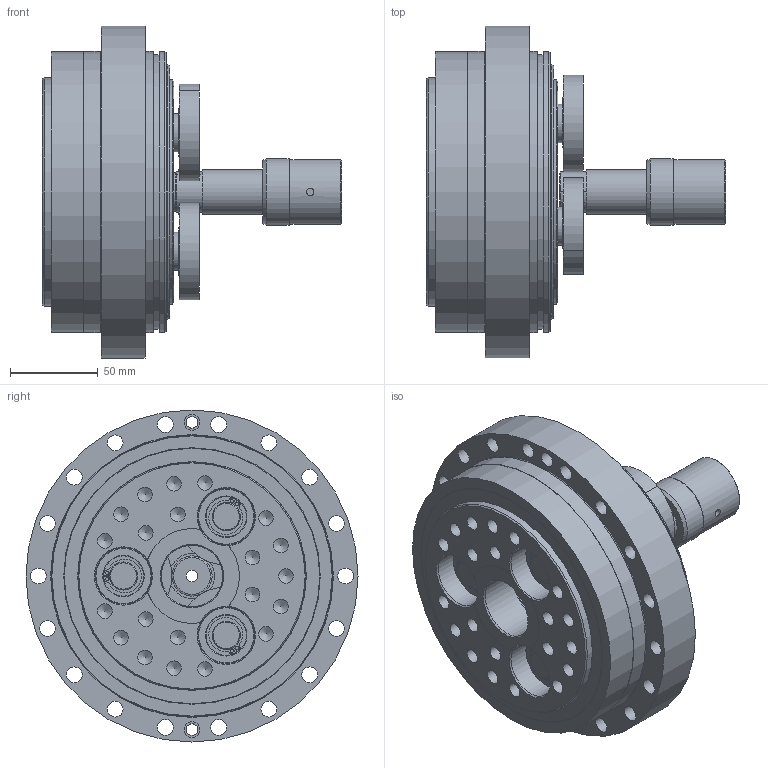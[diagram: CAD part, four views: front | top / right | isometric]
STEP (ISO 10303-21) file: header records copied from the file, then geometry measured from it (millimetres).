
FILE_DESCRIPTION(/* description */ (''),/* implementation_level */ '2;1');
FILE_NAME(/* name */ 'FQ9250G.stp',/* time_stamp */ '2021-04-28T09:02:56+09:00',/* author */ ('ik43153556'),/* organization */ (''),/* preprocessor_version */ 'ST-DEVELOPER v18.1',/* originating_system */ 'Autodesk Inventor 2021',/* authorisation */ '');
FILE_SCHEMA (('AUTOMOTIVE_DESIGN { 1 0 10303 214 3 1 1 }'));
Length unit declared in the file: millimetre
Products named in the file (1): F4CF-UA35
Bounding box: 170.5 x 189 x 189 mm (x, y, z)
Volume: 1145167.7 mm3; surface area: 307238 mm2
Topology: 6 solids, 8 shells, 726 faces, 1780 edges, 1179 vertices
Faces by surface type: cylinder 294, plane 221, cone 80, sphere 70, torus 61
Full cylindrical faces by diameter (mm): 1.7 x6, 2 x18, 4.134 x1, 6 x3, 6.6 x1, 6.647 x2, 8 x7, 8.376 x21, 9 x20, 10 x6, 11 x6, 15.2 x3, 16 x12, 17.5 x6, 21 x3, 21.8 x6, 23 x12, 25.6 x1, 28 x3, 32 x12, 32.5 x1, 35 x2, 37 x1, 38 x7, 118 x1, 119 x1, 119.86 x2, 125 x1, 126 x2, 128 x2
Entity records: 26414 total; most frequent: CARTESIAN_POINT 8254, DIRECTION 3876, ORIENTED_EDGE 3230, AXIS2_PLACEMENT_3D 1660, EDGE_CURVE 1615, VERTEX_POINT 1183, EDGE_LOOP 1092, CIRCLE 933
